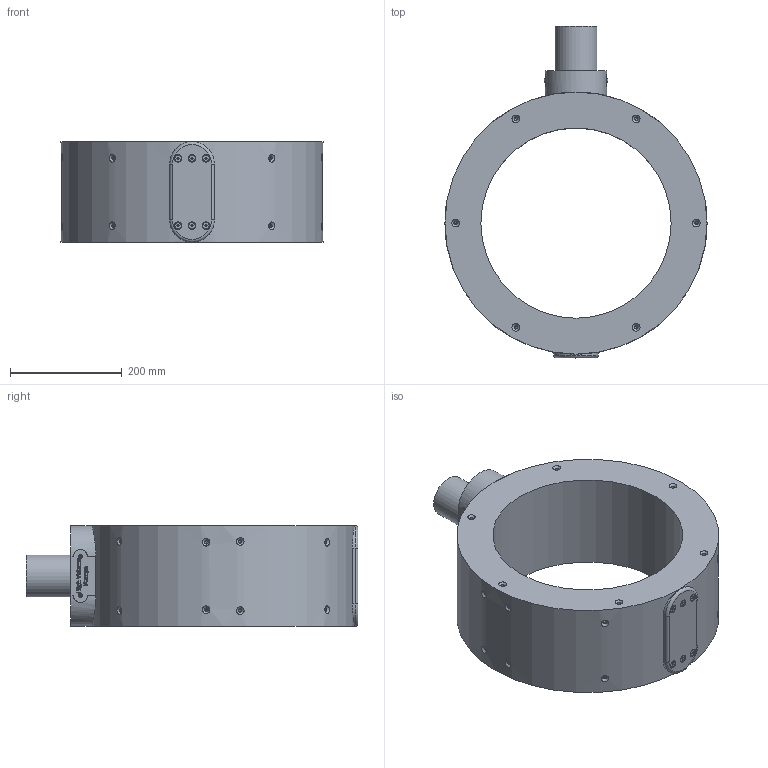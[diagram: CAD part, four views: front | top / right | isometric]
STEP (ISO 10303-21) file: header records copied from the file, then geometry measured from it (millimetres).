
FILE_DESCRIPTION (( 'STEP AP214' ), '1' );
FILE_NAME ('P-341-030-rev-D-SP.STEP', '2025-03-12T07:47:15', ( '' ), ( '' ), 'SwSTEP 2.0', 'SolidWorks 2024', '' );
FILE_SCHEMA (( 'AUTOMOTIVE_DESIGN' ));
Length unit declared in the file: millimetre
Products named in the file (1): P-341-030-rev-D-SP
Bounding box: 470 x 595.04 x 180 mm (x, y, z)
Volume: 15897839 mm3; surface area: 682739.6 mm2
Topology: 1 solids, 1 shells, 789 faces, 2016 edges, 1290 vertices
Faces by surface type: plane 393, bspline 204, cone 98, cylinder 88, sphere 4, torus 2
Full cylindrical faces by diameter (mm): 5 x26, 6.6 x28, 7.6 x4, 10.2 x6, 11.57 x6, 75 x1, 341 x1
Entity records: 38250 total; most frequent: CARTESIAN_POINT 18962, ORIENTED_EDGE 3560, DIRECTION 2740, EDGE_CURVE 1780, VERTEX_POINT 1224, LINE 1068, VECTOR 1068, EDGE_LOOP 1022
